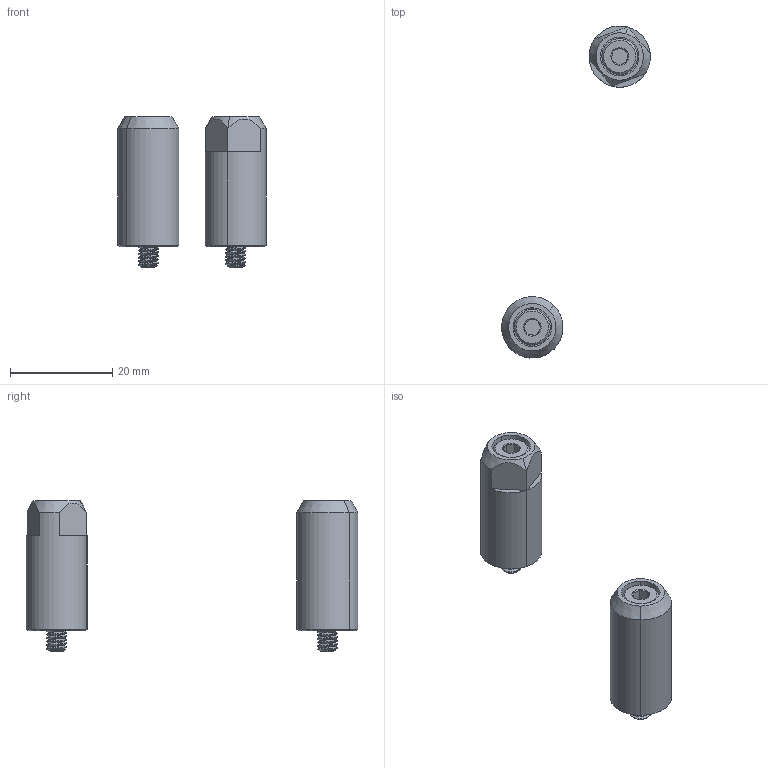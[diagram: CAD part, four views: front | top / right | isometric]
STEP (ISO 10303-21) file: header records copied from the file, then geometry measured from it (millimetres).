
FILE_DESCRIPTION (( 'STEP AP214' ), '1' );
FILE_NAME ('51000.STEP', '2020-03-20T17:47:23', ( 'Mike W' ), ( '' ), 'SwSTEP 2.0', 'SolidWorks 2018', '' );
FILE_SCHEMA (( 'AUTOMOTIVE_DESIGN' ));
Length unit declared in the file: inch
Products named in the file (4): M425MM SHCS_M425MM SHCS; 453011_453011; 453010_453010; 51000
Assembly tree (4 placements, depth 2):
  51000
    453010_453010
    453011_453011
    M425MM SHCS_M425MM SHCS  x2
Bounding box: 29.03 x 64.84 x 29.5 mm (x, y, z)
Volume: 5202.1 mm3; surface area: 4338 mm2
Topology: 4 solids, 4 shells, 374 faces, 1032 edges, 672 vertices
Faces by surface type: cylinder 302, cone 34, plane 34, bspline 4
Entity records: 9874 total; most frequent: CARTESIAN_POINT 5413, ORIENTED_EDGE 1102, DIRECTION 726, EDGE_CURVE 551, VERTEX_POINT 357, AXIS2_PLACEMENT_3D 267, EDGE_LOOP 212, FACE_OUTER_BOUND 204
